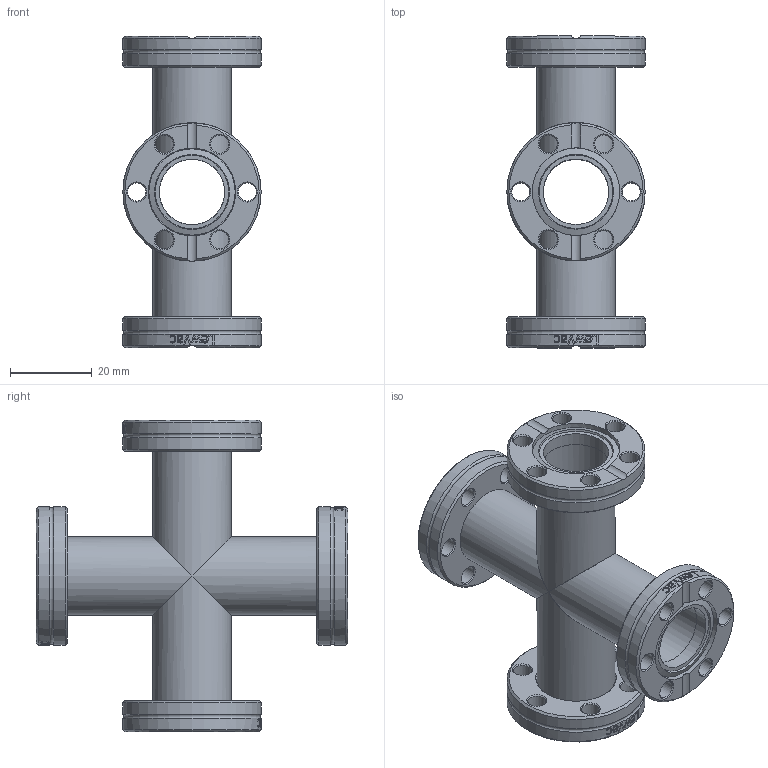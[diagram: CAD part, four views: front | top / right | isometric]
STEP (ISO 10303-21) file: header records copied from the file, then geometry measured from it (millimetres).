
FILE_DESCRIPTION(/* description */ (''),/* implementation_level */ '2;1');
FILE_NAME(/* name */ 'FL-4X16CF.stp',/* time_stamp */ '2018-02-28T11:58:12+00:00',/* author */ ('paul'),/* organization */ (''),/* preprocessor_version */ 'ST-DEVELOPER v17',/* originating_system */ 'Autodesk Inventor 2018',/* authorisation */ '');
FILE_SCHEMA (('AUTOMOTIVE_DESIGN { 1 0 10303 214 3 1 1 }'));
Length unit declared in the file: millimetre
Products named in the file (6): FL-T16CF; side tube; FL-16CF-19; FL-16CFR-19; FL-16CF-OUT; FL-16CFR-19INNER
Assembly tree (10 placements, depth 3):
  FL-T16CF
    side tube  x4
    FL-16CF-19  x2
    FL-16CFR-19  x2
      FL-16CF-OUT
      FL-16CFR-19INNER
Bounding box: 33.8 x 76.2 x 76.2 mm (x, y, z)
Volume: 25878.5 mm3; surface area: 27029.2 mm2
Topology: 10 solids, 10 shells, 542 faces, 1488 edges, 994 vertices
Faces by surface type: plane 204, bspline 164, cylinder 96, cone 74, torus 4
Full cylindrical faces by diameter (mm): 4.4 x24, 16 x8, 19.1 x8, 19.2 x2, 21.1 x2, 21.4 x4, 33.8 x8
Entity records: 11561 total; most frequent: CARTESIAN_POINT 4819, ORIENTED_EDGE 1464, DIRECTION 1211, EDGE_CURVE 732, VERTEX_POINT 489, AXIS2_PLACEMENT_3D 463, EDGE_LOOP 313, LINE 285
